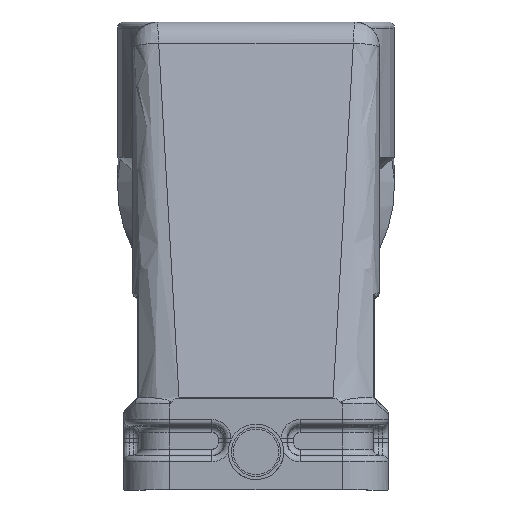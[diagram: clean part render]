
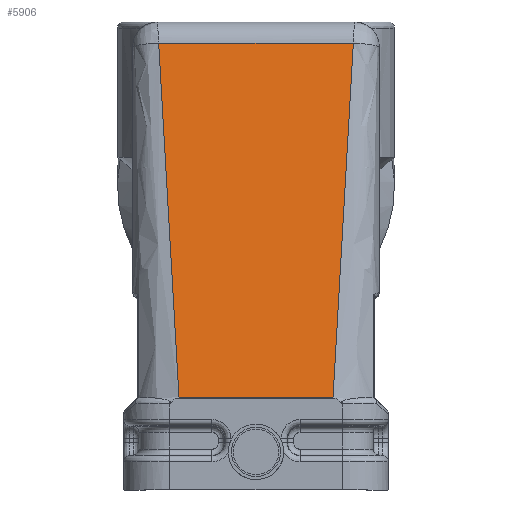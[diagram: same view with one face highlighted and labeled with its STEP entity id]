
A CAD part, left-side view. The second image highlights one B-rep face of the part: STEP entity #5906.
In plain terms, the highlighted planar face has unit normal (-0.99, 0, 0.139).
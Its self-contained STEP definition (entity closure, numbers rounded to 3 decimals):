
#5906=ADVANCED_FACE('',(#6802),#6492,.T.);
#6492=PLANE('',#16620);
#6802=FACE_OUTER_BOUND('',#7483,.T.);
#7483=EDGE_LOOP('',(#9888,#9889,#9890,#9891));
#9888=ORIENTED_EDGE('',*,*,#13161,.T.);
#9889=ORIENTED_EDGE('',*,*,#13743,.T.);
#9890=ORIENTED_EDGE('',*,*,#13744,.T.);
#9891=ORIENTED_EDGE('',*,*,#13745,.T.);
#12119=VERTEX_POINT('',#20158);
#12122=VERTEX_POINT('',#20172);
#12518=VERTEX_POINT('',#22548);
#12519=VERTEX_POINT('',#22550);
#13161=EDGE_CURVE('',#12119,#12122,#14787,.T.);
#13743=EDGE_CURVE('',#12122,#12518,#15130,.T.);
#13744=EDGE_CURVE('',#12518,#12519,#15131,.T.);
#13745=EDGE_CURVE('',#12519,#12119,#15132,.T.);
#14787=LINE('',#20173,#15514);
#15130=LINE('',#22547,#15923);
#15131=LINE('',#22549,#15924);
#15132=LINE('',#22551,#15925);
#15514=VECTOR('',#17326,1.);
#15923=VECTOR('',#18365,1.);
#15924=VECTOR('',#18366,1.);
#15925=VECTOR('',#18367,1.);
#16620=AXIS2_PLACEMENT_3D('',#22552,#18368,#18369);
#17326=DIRECTION('',(0.,1.,0.));
#18365=DIRECTION('',(-0.139,-0.057,-0.989));
#18366=DIRECTION('',(0.,-1.,0.));
#18367=DIRECTION('',(0.139,-0.057,0.989));
#18368=DIRECTION('',(-0.99,0.,0.139));
#18369=DIRECTION('',(-0.139,0.,-0.99));
#20158=CARTESIAN_POINT('',(-38.661,-15.802,72.557));
#20172=CARTESIAN_POINT('',(-38.661,15.802,72.557));
#20173=CARTESIAN_POINT('',(-38.661,-15.802,72.557));
#22547=CARTESIAN_POINT('',(-38.661,15.802,72.557));
#22548=CARTESIAN_POINT('',(-46.74,12.504,15.069));
#22549=CARTESIAN_POINT('',(-46.74,12.504,15.069));
#22550=CARTESIAN_POINT('',(-46.74,-12.504,15.069));
#22551=CARTESIAN_POINT('',(-46.74,-12.504,15.069));
#22552=CARTESIAN_POINT('',(-37.734,16.802,79.149));
